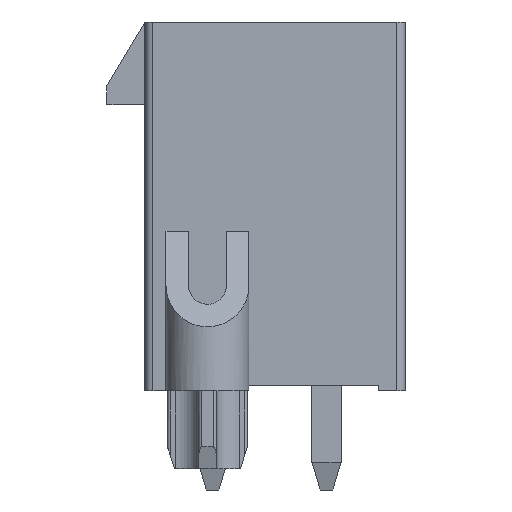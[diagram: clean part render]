
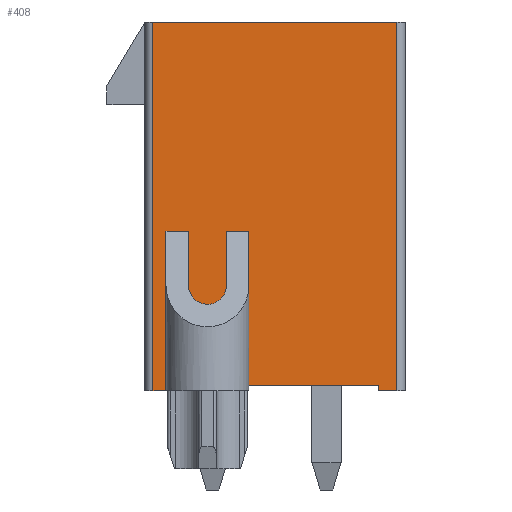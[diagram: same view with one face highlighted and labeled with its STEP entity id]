
A CAD part, left-side view. The second image highlights one B-rep face of the part: STEP entity #408.
In plain terms, the highlighted planar face has unit normal (-1, 0, 0).
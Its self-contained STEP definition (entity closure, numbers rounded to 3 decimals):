
#408 = ADVANCED_FACE( '', ( #1202 ), #1203, .T. );
#1202 = FACE_OUTER_BOUND( '', #2119, .T. );
#1203 = PLANE( '', #2120 );
#2119 = EDGE_LOOP( '', ( #4909, #4910, #4911, #4912, #4913, #4914, #4915, #4916, #4917, #4918, #4919, #4920, #4921, #4922, #4923, #4924 ) );
#2120 = AXIS2_PLACEMENT_3D( '', #4925, #4926, #4927 );
#4909 = ORIENTED_EDGE( '', *, *, #6170, .T. );
#4910 = ORIENTED_EDGE( '', *, *, #6882, .T. );
#4911 = ORIENTED_EDGE( '', *, *, #6903, .F. );
#4912 = ORIENTED_EDGE( '', *, *, #6904, .T. );
#4913 = ORIENTED_EDGE( '', *, *, #6013, .F. );
#4914 = ORIENTED_EDGE( '', *, *, #6644, .F. );
#4915 = ORIENTED_EDGE( '', *, *, #6887, .T. );
#4916 = ORIENTED_EDGE( '', *, *, #6529, .T. );
#4917 = ORIENTED_EDGE( '', *, *, #6727, .T. );
#4918 = ORIENTED_EDGE( '', *, *, #6883, .F. );
#4919 = ORIENTED_EDGE( '', *, *, #6232, .F. );
#4920 = ORIENTED_EDGE( '', *, *, #6458, .T. );
#4921 = ORIENTED_EDGE( '', *, *, #6482, .T. );
#4922 = ORIENTED_EDGE( '', *, *, #6562, .F. );
#4923 = ORIENTED_EDGE( '', *, *, #6872, .F. );
#4924 = ORIENTED_EDGE( '', *, *, #6460, .T. );
#4925 = CARTESIAN_POINT( '', ( -13.2, 4.5, 6.8 ) );
#4926 = DIRECTION( '', ( -1., 0., 0. ) );
#4927 = DIRECTION( '', ( 0., 0., 1. ) );
#6013 = EDGE_CURVE( '', #7241, #7242, #7243, .T. );
#6170 = EDGE_CURVE( '', #7538, #7539, #7540, .T. );
#6232 = EDGE_CURVE( '', #7646, #7648, #7649, .T. );
#6458 = EDGE_CURVE( '', #7646, #8054, #8057, .T. );
#6460 = EDGE_CURVE( '', #8059, #7538, #8060, .T. );
#6482 = EDGE_CURVE( '', #8054, #8093, #8096, .T. );
#6529 = EDGE_CURVE( '', #8164, #8162, #8165, .T. );
#6562 = EDGE_CURVE( '', #8215, #8093, #8217, .T. );
#6644 = EDGE_CURVE( '', #8339, #7241, #8341, .T. );
#6727 = EDGE_CURVE( '', #8162, #8463, #8464, .T. );
#6872 = EDGE_CURVE( '', #8059, #8215, #8652, .T. );
#6882 = EDGE_CURVE( '', #7539, #8663, #8665, .T. );
#6883 = EDGE_CURVE( '', #7648, #8463, #8666, .T. );
#6887 = EDGE_CURVE( '', #8339, #8164, #8671, .T. );
#6903 = EDGE_CURVE( '', #8692, #8663, #8693, .T. );
#6904 = EDGE_CURVE( '', #8692, #7242, #8694, .T. );
#7241 = VERTEX_POINT( '', #9228 );
#7242 = VERTEX_POINT( '', #9229 );
#7243 = LINE( '', #9230, #9231 );
#7538 = VERTEX_POINT( '', #9709 );
#7539 = VERTEX_POINT( '', #9710 );
#7540 = LINE( '', #9711, #9712 );
#7646 = VERTEX_POINT( '', #9878 );
#7648 = VERTEX_POINT( '', #9881 );
#7649 = LINE( '', #9882, #9883 );
#8054 = VERTEX_POINT( '', #10537 );
#8057 = LINE( '', #10541, #10542 );
#8059 = VERTEX_POINT( '', #10560 );
#8060 = LINE( '', #10561, #10562 );
#8093 = VERTEX_POINT( '', #10640 );
#8096 = LINE( '', #10644, #10645 );
#8162 = VERTEX_POINT( '', #10749 );
#8164 = VERTEX_POINT( '', #10752 );
#8165 = LINE( '', #10753, #10754 );
#8215 = VERTEX_POINT( '', #10834 );
#8217 = LINE( '', #10837, #10838 );
#8339 = VERTEX_POINT( '', #11052 );
#8341 = LINE( '', #11054, #11055 );
#8463 = VERTEX_POINT( '', #11258 );
#8464 = LINE( '', #11259, #11260 );
#8652 = LINE( '', #11591, #11592 );
#8663 = VERTEX_POINT( '', #11611 );
#8665 = LINE( '', #11614, #11615 );
#8666 = LINE( '', #11616, #11617 );
#8671 = LINE( '', #11625, #11626 );
#8692 = VERTEX_POINT( '', #11662 );
#8693 = LINE( '', #11663, #11664 );
#8694 = LINE( '', #11665, #11666 );
#9228 = CARTESIAN_POINT( '', ( -13.2, -4.5, 6.8 ) );
#9229 = CARTESIAN_POINT( '', ( -13.2, -4.5, -6.8 ) );
#9230 = CARTESIAN_POINT( '', ( -13.2, -4.5, 6.8 ) );
#9231 = VECTOR( '', #11968, 1000. );
#9709 = CARTESIAN_POINT( '', ( -13.2, 0.96, -0.91 ) );
#9710 = CARTESIAN_POINT( '', ( -13.2, 0.96, -6.6 ) );
#9711 = CARTESIAN_POINT( '', ( -13.2, 0.96, -0.91 ) );
#9712 = VECTOR( '', #12131, 1000. );
#9878 = CARTESIAN_POINT( '', ( -13.2, 4.02, -0.91 ) );
#9881 = CARTESIAN_POINT( '', ( -13.2, 4.02, -6.6 ) );
#9882 = CARTESIAN_POINT( '', ( -13.2, 4.02, -0.91 ) );
#9883 = VECTOR( '', #12193, 1000. );
#10537 = CARTESIAN_POINT( '', ( -13.2, 3.19, -0.91 ) );
#10541 = CARTESIAN_POINT( '', ( -13.2, 4.02, -0.91 ) );
#10542 = VECTOR( '', #12433, 1000. );
#10560 = CARTESIAN_POINT( '', ( -13.2, 1.79, -0.91 ) );
#10561 = CARTESIAN_POINT( '', ( -13.2, 1.79, -0.91 ) );
#10562 = VECTOR( '', #12434, 1000. );
#10640 = CARTESIAN_POINT( '', ( -13.2, 3.19, -5.51 ) );
#10644 = CARTESIAN_POINT( '', ( -13.2, 3.19, -0.91 ) );
#10645 = VECTOR( '', #12456, 1000. );
#10749 = CARTESIAN_POINT( '', ( -13.2, 3.8, -6.8 ) );
#10752 = CARTESIAN_POINT( '', ( -13.2, 4.5, -6.8 ) );
#10753 = CARTESIAN_POINT( '', ( -13.2, 4.5, -6.8 ) );
#10754 = VECTOR( '', #12517, 1000. );
#10834 = CARTESIAN_POINT( '', ( -13.2, 1.79, -5.51 ) );
#10837 = CARTESIAN_POINT( '', ( -13.2, 1.79, -5.51 ) );
#10838 = VECTOR( '', #12552, 1000. );
#11052 = CARTESIAN_POINT( '', ( -13.2, 4.5, 6.8 ) );
#11054 = CARTESIAN_POINT( '', ( -13.2, 4.5, 6.8 ) );
#11055 = VECTOR( '', #12642, 1000. );
#11258 = CARTESIAN_POINT( '', ( -13.2, 3.8, -6.6 ) );
#11259 = CARTESIAN_POINT( '', ( -13.2, 3.8, -6.8 ) );
#11260 = VECTOR( '', #12727, 1000. );
#11591 = CARTESIAN_POINT( '', ( -13.2, 1.79, -0.91 ) );
#11592 = VECTOR( '', #12887, 1000. );
#11611 = CARTESIAN_POINT( '', ( -13.2, -3.8, -6.6 ) );
#11614 = CARTESIAN_POINT( '', ( -13.2, 0.96, -6.6 ) );
#11615 = VECTOR( '', #12897, 1000. );
#11616 = CARTESIAN_POINT( '', ( -13.2, 4.02, -6.6 ) );
#11617 = VECTOR( '', #12898, 1000. );
#11625 = CARTESIAN_POINT( '', ( -13.2, 4.5, 6.8 ) );
#11626 = VECTOR( '', #12902, 1000. );
#11662 = CARTESIAN_POINT( '', ( -13.2, -3.8, -6.8 ) );
#11663 = CARTESIAN_POINT( '', ( -13.2, -3.8, -6.8 ) );
#11664 = VECTOR( '', #12918, 1000. );
#11665 = CARTESIAN_POINT( '', ( -13.2, -3.8, -6.8 ) );
#11666 = VECTOR( '', #12919, 1000. );
#11968 = DIRECTION( '', ( 0., 0., -1. ) );
#12131 = DIRECTION( '', ( 0., 0., -1. ) );
#12193 = DIRECTION( '', ( 0., 0., -1. ) );
#12433 = DIRECTION( '', ( 0., -1., 0. ) );
#12434 = DIRECTION( '', ( 0., -1., 0. ) );
#12456 = DIRECTION( '', ( 0., 0., -1. ) );
#12517 = DIRECTION( '', ( 0., -1., 0. ) );
#12552 = DIRECTION( '', ( 0., 1., 0. ) );
#12642 = DIRECTION( '', ( 0., -1., 0. ) );
#12727 = DIRECTION( '', ( 0., 0., 1. ) );
#12887 = DIRECTION( '', ( 0., 0., -1. ) );
#12897 = DIRECTION( '', ( 0., -1., 0. ) );
#12898 = DIRECTION( '', ( 0., -1., 0. ) );
#12902 = DIRECTION( '', ( 0., 0., -1. ) );
#12918 = DIRECTION( '', ( 0., 0., 1. ) );
#12919 = DIRECTION( '', ( 0., -1., 0. ) );
